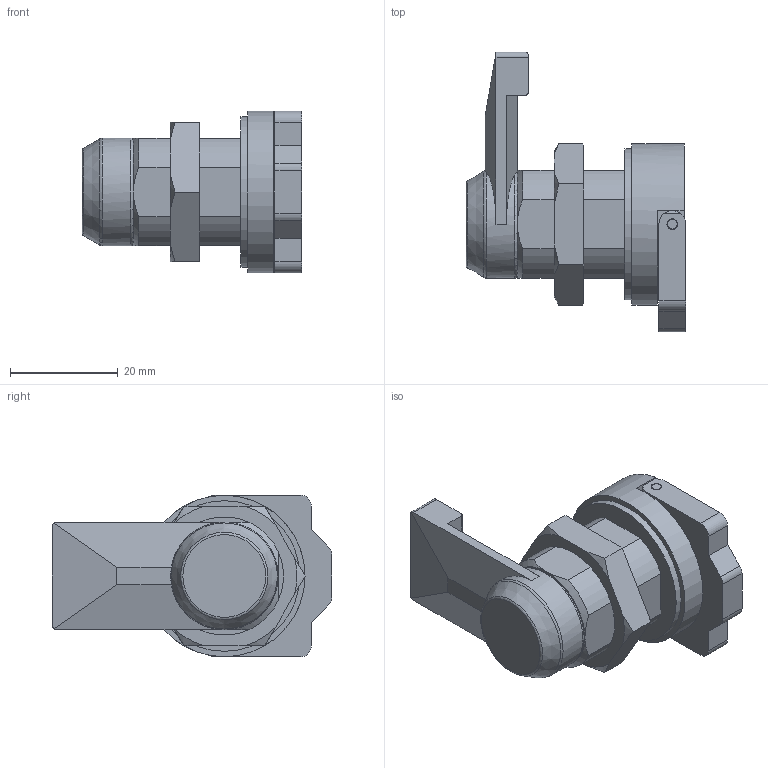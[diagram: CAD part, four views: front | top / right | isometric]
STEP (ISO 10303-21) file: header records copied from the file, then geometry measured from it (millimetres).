
FILE_DESCRIPTION( ( 'STEP AP214' ), '1' );
FILE_NAME( 'Latches with fold-away knob CMT.32-18 AE-V0(1).stp', '2020-09-02T12:28:30', ( 'License CC BY-ND 4.0' ), ( 'CADENAS' ), ' ', 'PARTsolutions', ' ' );
FILE_SCHEMA( ( 'AUTOMOTIVE_DESIGN { 1 0 10303 214 1 1 1 1 }' ) );
Length unit declared in the file: millimetre
Products named in the file (4): Latches with fold-away knob  CMT.32-18 AE-V0(1); _Latches with fold-away knob  CMT.32-18 AE-V0-2; _Latches with fold-away knob  CMT.32-18 AE-V0-1; _Latches with fold-away knob  CMT.32-18 AE-V0-3
Assembly tree (3 placements, depth 2):
  Latches with fold-away knob  CMT.32-18 AE-V0(1)
    _Latches with fold-away knob  CMT.32-18 AE-V0-2
    _Latches with fold-away knob  CMT.32-18 AE-V0-1
    _Latches with fold-away knob  CMT.32-18 AE-V0-3
Bounding box: 40.8 x 52 x 30 mm (x, y, z)
Volume: 21881.1 mm3; surface area: 10254.9 mm2
Topology: 3 solids, 3 shells, 106 faces, 285 edges, 180 vertices
Faces by surface type: plane 49, cylinder 35, cone 19, torus 3
Full cylindrical faces by diameter (mm): 2 x4, 10 x2, 28 x1, 30 x1
Entity records: 4374 total; most frequent: CARTESIAN_POINT 854, DIRECTION 542, ORIENTED_EDGE 540, EDGE_CURVE 270, AXIS2_PLACEMENT_3D 208, VERTEX_POINT 178, EDGE_LOOP 128, LINE 126
